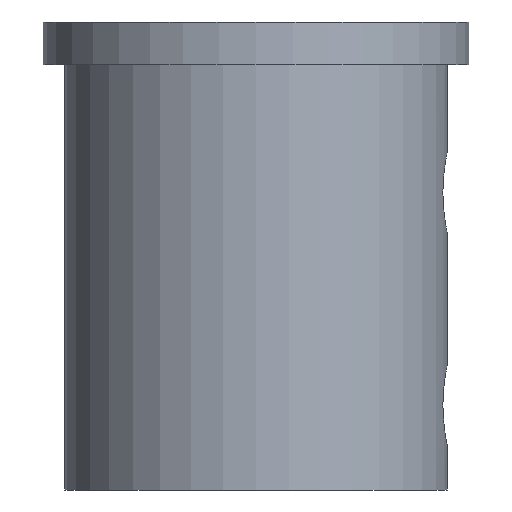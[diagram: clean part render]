
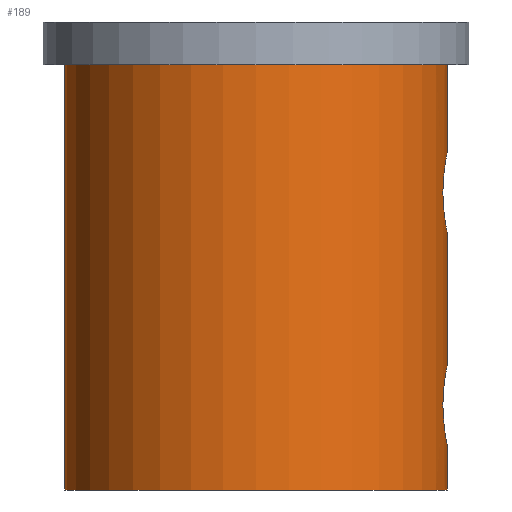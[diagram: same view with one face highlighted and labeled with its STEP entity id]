
A CAD part, left-side view. The second image highlights one B-rep face of the part: STEP entity #189.
In plain terms, the highlighted cylindrical face has radius 2.25 mm (diameter 4.5 mm), a full revolution.
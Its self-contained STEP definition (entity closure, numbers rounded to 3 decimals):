
#15=B_SPLINE_CURVE_WITH_KNOTS('',3,(#340,#341,#342,#343,#344,#345,#346,
#347,#348,#349,#350,#351,#352,#353,#354,#355,#356,#357,#358,#359,#360,#361,
#362,#363,#364,#365,#366,#367,#368,#369,#370,#371,#372,#373),
 .UNSPECIFIED.,.T.,.F.,(4,2,2,2,2,2,2,2,2,2,2,2,2,2,2,2,4),(0.,0.018,
0.037,0.055,0.073,0.092,
0.11,0.128,0.147,0.165,
0.183,0.202,0.22,0.238,
0.256,0.275,0.293),.UNSPECIFIED.);
#17=B_SPLINE_CURVE_WITH_KNOTS('',3,(#420,#421,#422,#423,#424,#425,#426,
#427,#428,#429,#430,#431,#432,#433,#434,#435,#436,#437,#438,#439,#440,#441,
#442,#443,#444,#445,#446,#447,#448,#449,#450,#451,#452,#453),
 .UNSPECIFIED.,.T.,.F.,(4,2,2,2,2,2,2,2,2,2,2,2,2,2,2,2,4),(0.,0.018,
0.037,0.055,0.073,0.092,
0.11,0.128,0.147,0.165,
0.183,0.202,0.22,0.238,
0.256,0.275,0.293),.UNSPECIFIED.);
#27=FACE_BOUND('',#62,.T.);
#28=FACE_BOUND('',#63,.T.);
#44=FACE_OUTER_BOUND('',#61,.T.);
#61=EDGE_LOOP('',(#164,#165,#166,#167));
#62=EDGE_LOOP('',(#168));
#63=EDGE_LOOP('',(#169));
#73=LINE('',#468,#81);
#81=VECTOR('',#277,2.25);
#86=CIRCLE('',#215,2.25);
#91=CIRCLE('',#226,2.25);
#96=VERTEX_POINT('',#298);
#99=VERTEX_POINT('',#338);
#101=VERTEX_POINT('',#418);
#105=VERTEX_POINT('',#467);
#112=EDGE_CURVE('',#96,#96,#86,.T.);
#116=EDGE_CURVE('',#99,#99,#15,.T.);
#119=EDGE_CURVE('',#101,#101,#17,.T.);
#126=EDGE_CURVE('',#96,#105,#73,.T.);
#127=EDGE_CURVE('',#105,#105,#91,.T.);
#164=ORIENTED_EDGE('',*,*,#112,.T.);
#165=ORIENTED_EDGE('',*,*,#126,.T.);
#166=ORIENTED_EDGE('',*,*,#127,.F.);
#167=ORIENTED_EDGE('',*,*,#126,.F.);
#168=ORIENTED_EDGE('',*,*,#116,.T.);
#169=ORIENTED_EDGE('',*,*,#119,.T.);
#178=CYLINDRICAL_SURFACE('',#225,2.25);
#189=ADVANCED_FACE('',(#44,#27,#28),#178,.T.);
#215=AXIS2_PLACEMENT_3D('',#299,#250,#251);
#225=AXIS2_PLACEMENT_3D('',#466,#275,#276);
#226=AXIS2_PLACEMENT_3D('',#469,#278,#279);
#250=DIRECTION('center_axis',(0.,0.,1.));
#251=DIRECTION('ref_axis',(1.,0.,0.));
#275=DIRECTION('center_axis',(0.,0.,-1.));
#276=DIRECTION('ref_axis',(1.,0.,0.));
#277=DIRECTION('',(0.,0.,1.));
#278=DIRECTION('center_axis',(0.,0.,1.));
#279=DIRECTION('ref_axis',(1.,0.,0.));
#298=CARTESIAN_POINT('',(-2.25,0.,-6.));
#299=CARTESIAN_POINT('Origin',(0.,0.,-6.));
#338=CARTESIAN_POINT('',(-0.485,-2.197,-2.5));
#340=CARTESIAN_POINT('Ctrl Pts',(-0.485,-2.197,-2.5));
#341=CARTESIAN_POINT('Ctrl Pts',(-0.485,-2.197,-2.439));
#342=CARTESIAN_POINT('Ctrl Pts',(-0.472,-2.2,-2.374));
#343=CARTESIAN_POINT('Ctrl Pts',(-0.423,-2.21,-2.255));
#344=CARTESIAN_POINT('Ctrl Pts',(-0.386,-2.217,-2.2));
#345=CARTESIAN_POINT('Ctrl Pts',(-0.3,-2.23,-2.114));
#346=CARTESIAN_POINT('Ctrl Pts',(-0.245,-2.237,-2.077));
#347=CARTESIAN_POINT('Ctrl Pts',(-0.126,-2.247,-2.028));
#348=CARTESIAN_POINT('Ctrl Pts',(-0.061,-2.25,-2.015));
#349=CARTESIAN_POINT('Ctrl Pts',(0.061,-2.25,-2.015));
#350=CARTESIAN_POINT('Ctrl Pts',(0.126,-2.247,-2.028));
#351=CARTESIAN_POINT('Ctrl Pts',(0.245,-2.237,-2.077));
#352=CARTESIAN_POINT('Ctrl Pts',(0.3,-2.23,-2.114));
#353=CARTESIAN_POINT('Ctrl Pts',(0.386,-2.217,-2.2));
#354=CARTESIAN_POINT('Ctrl Pts',(0.423,-2.21,-2.255));
#355=CARTESIAN_POINT('Ctrl Pts',(0.472,-2.2,-2.374));
#356=CARTESIAN_POINT('Ctrl Pts',(0.485,-2.197,-2.439));
#357=CARTESIAN_POINT('Ctrl Pts',(0.485,-2.197,-2.561));
#358=CARTESIAN_POINT('Ctrl Pts',(0.472,-2.2,-2.626));
#359=CARTESIAN_POINT('Ctrl Pts',(0.423,-2.21,-2.745));
#360=CARTESIAN_POINT('Ctrl Pts',(0.386,-2.217,-2.8));
#361=CARTESIAN_POINT('Ctrl Pts',(0.3,-2.23,-2.886));
#362=CARTESIAN_POINT('Ctrl Pts',(0.245,-2.237,-2.923));
#363=CARTESIAN_POINT('Ctrl Pts',(0.126,-2.247,-2.972));
#364=CARTESIAN_POINT('Ctrl Pts',(0.061,-2.25,-2.985));
#365=CARTESIAN_POINT('Ctrl Pts',(-0.061,-2.25,-2.985));
#366=CARTESIAN_POINT('Ctrl Pts',(-0.126,-2.247,-2.972));
#367=CARTESIAN_POINT('Ctrl Pts',(-0.245,-2.237,-2.923));
#368=CARTESIAN_POINT('Ctrl Pts',(-0.3,-2.23,-2.886));
#369=CARTESIAN_POINT('Ctrl Pts',(-0.386,-2.217,-2.8));
#370=CARTESIAN_POINT('Ctrl Pts',(-0.423,-2.21,-2.745));
#371=CARTESIAN_POINT('Ctrl Pts',(-0.472,-2.2,-2.626));
#372=CARTESIAN_POINT('Ctrl Pts',(-0.485,-2.197,-2.561));
#373=CARTESIAN_POINT('Ctrl Pts',(-0.485,-2.197,-2.5));
#418=CARTESIAN_POINT('',(-0.485,-2.197,-5.));
#420=CARTESIAN_POINT('Ctrl Pts',(-0.485,-2.197,-5.));
#421=CARTESIAN_POINT('Ctrl Pts',(-0.485,-2.197,-4.939));
#422=CARTESIAN_POINT('Ctrl Pts',(-0.472,-2.2,-4.874));
#423=CARTESIAN_POINT('Ctrl Pts',(-0.423,-2.21,-4.755));
#424=CARTESIAN_POINT('Ctrl Pts',(-0.386,-2.217,-4.7));
#425=CARTESIAN_POINT('Ctrl Pts',(-0.3,-2.23,-4.614));
#426=CARTESIAN_POINT('Ctrl Pts',(-0.245,-2.237,-4.577));
#427=CARTESIAN_POINT('Ctrl Pts',(-0.126,-2.247,-4.528));
#428=CARTESIAN_POINT('Ctrl Pts',(-0.061,-2.25,-4.515));
#429=CARTESIAN_POINT('Ctrl Pts',(0.061,-2.25,-4.515));
#430=CARTESIAN_POINT('Ctrl Pts',(0.126,-2.247,-4.528));
#431=CARTESIAN_POINT('Ctrl Pts',(0.245,-2.237,-4.577));
#432=CARTESIAN_POINT('Ctrl Pts',(0.3,-2.23,-4.614));
#433=CARTESIAN_POINT('Ctrl Pts',(0.386,-2.217,-4.7));
#434=CARTESIAN_POINT('Ctrl Pts',(0.423,-2.21,-4.755));
#435=CARTESIAN_POINT('Ctrl Pts',(0.472,-2.2,-4.874));
#436=CARTESIAN_POINT('Ctrl Pts',(0.485,-2.197,-4.939));
#437=CARTESIAN_POINT('Ctrl Pts',(0.485,-2.197,-5.061));
#438=CARTESIAN_POINT('Ctrl Pts',(0.472,-2.2,-5.126));
#439=CARTESIAN_POINT('Ctrl Pts',(0.423,-2.21,-5.245));
#440=CARTESIAN_POINT('Ctrl Pts',(0.386,-2.217,-5.3));
#441=CARTESIAN_POINT('Ctrl Pts',(0.3,-2.23,-5.386));
#442=CARTESIAN_POINT('Ctrl Pts',(0.245,-2.237,-5.423));
#443=CARTESIAN_POINT('Ctrl Pts',(0.126,-2.247,-5.472));
#444=CARTESIAN_POINT('Ctrl Pts',(0.061,-2.25,-5.485));
#445=CARTESIAN_POINT('Ctrl Pts',(-0.061,-2.25,-5.485));
#446=CARTESIAN_POINT('Ctrl Pts',(-0.126,-2.247,-5.472));
#447=CARTESIAN_POINT('Ctrl Pts',(-0.245,-2.237,-5.423));
#448=CARTESIAN_POINT('Ctrl Pts',(-0.3,-2.23,-5.386));
#449=CARTESIAN_POINT('Ctrl Pts',(-0.386,-2.217,-5.3));
#450=CARTESIAN_POINT('Ctrl Pts',(-0.423,-2.21,-5.245));
#451=CARTESIAN_POINT('Ctrl Pts',(-0.472,-2.2,-5.126));
#452=CARTESIAN_POINT('Ctrl Pts',(-0.485,-2.197,-5.061));
#453=CARTESIAN_POINT('Ctrl Pts',(-0.485,-2.197,-5.));
#466=CARTESIAN_POINT('Origin',(0.,0.,0.));
#467=CARTESIAN_POINT('',(-2.25,0.,-1.));
#468=CARTESIAN_POINT('',(-2.25,0.,0.));
#469=CARTESIAN_POINT('Origin',(0.,0.,-1.));
